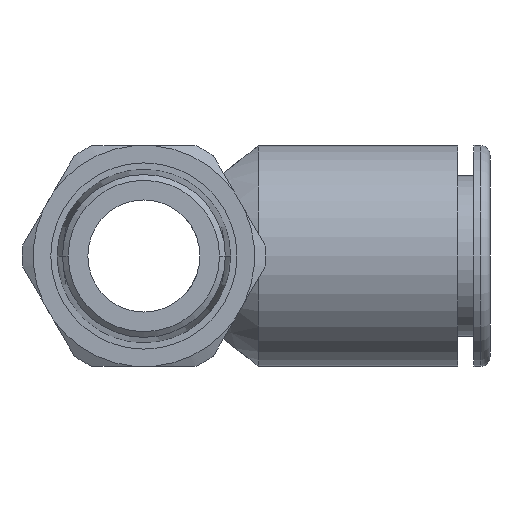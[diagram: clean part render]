
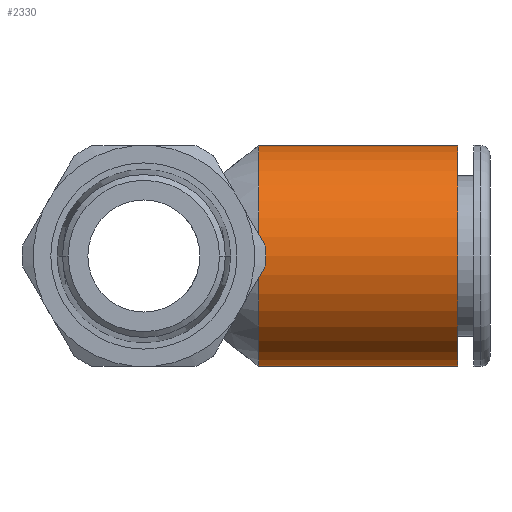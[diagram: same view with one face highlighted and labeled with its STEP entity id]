
A CAD part, front view. The second image highlights one B-rep face of the part: STEP entity #2330.
In plain terms, the highlighted cylindrical face has radius 8.763 mm (diameter 17.526 mm), a partial arc.
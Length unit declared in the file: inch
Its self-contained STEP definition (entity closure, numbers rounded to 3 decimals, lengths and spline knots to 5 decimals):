
#828=CARTESIAN_POINT('',(0.358,0.,0.));
#829=DIRECTION('',(-1.,0.,0.));
#830=DIRECTION('',(0.,0.,-1.));
#831=AXIS2_PLACEMENT_3D('',#828,#829,#830);
#845=DIRECTION('',(-1.,0.,0.));
#846=VECTOR('',#845,0.622);
#847=CARTESIAN_POINT('',(0.98,0.,0.345));
#848=LINE('',#847,#846);
#849=CARTESIAN_POINT('',(0.98,0.,0.));
#850=DIRECTION('',(-1.,0.,0.));
#851=DIRECTION('',(0.,0.,-1.));
#852=AXIS2_PLACEMENT_3D('',#849,#850,#851);
#854=DIRECTION('',(-1.,0.,0.));
#855=VECTOR('',#854,0.622);
#856=CARTESIAN_POINT('',(0.98,0.,-0.345));
#857=LINE('',#856,#855);
#1297=CARTESIAN_POINT('',(0.98,0.,-0.345));
#1298=CARTESIAN_POINT('',(0.358,0.,
-0.345));
#1299=VERTEX_POINT('',#1297);
#1300=VERTEX_POINT('',#1298);
#1301=CARTESIAN_POINT('',(0.98,0.,0.345));
#1302=CARTESIAN_POINT('',(0.358,0.,
0.345));
#1303=VERTEX_POINT('',#1301);
#1304=VERTEX_POINT('',#1302);
#2316=CARTESIAN_POINT('',(-0.054,0.,0.));
#2317=DIRECTION('',(1.,0.,0.));
#2318=DIRECTION('',(0.,0.,1.));
#2319=AXIS2_PLACEMENT_3D('',#2316,#2317,#2318);
#2320=CYLINDRICAL_SURFACE('',#2319,0.345);
#2321=ORIENTED_EDGE('',*,*,#2305,.T.);
#2323=ORIENTED_EDGE('',*,*,#2322,.F.);
#2325=ORIENTED_EDGE('',*,*,#2324,.F.);
#2327=ORIENTED_EDGE('',*,*,#2326,.T.);
#2328=EDGE_LOOP('',(#2321,#2323,#2325,#2327));
#2329=FACE_OUTER_BOUND('',#2328,.F.);
#2330=ADVANCED_FACE('',(#2329),#2320,.T.);
#832=CIRCLE('',#831,0.345);
#853=CIRCLE('',#852,0.345);
#2305=EDGE_CURVE('',#1300,#1304,#832,.T.);
#2322=EDGE_CURVE('',#1303,#1304,#848,.T.);
#2324=EDGE_CURVE('',#1299,#1303,#853,.T.);
#2326=EDGE_CURVE('',#1299,#1300,#857,.T.);
